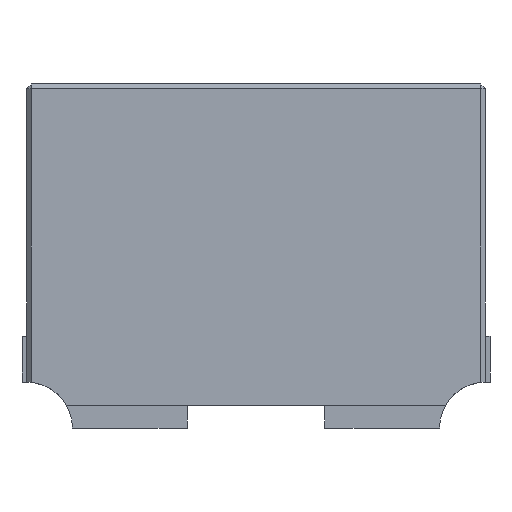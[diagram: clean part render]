
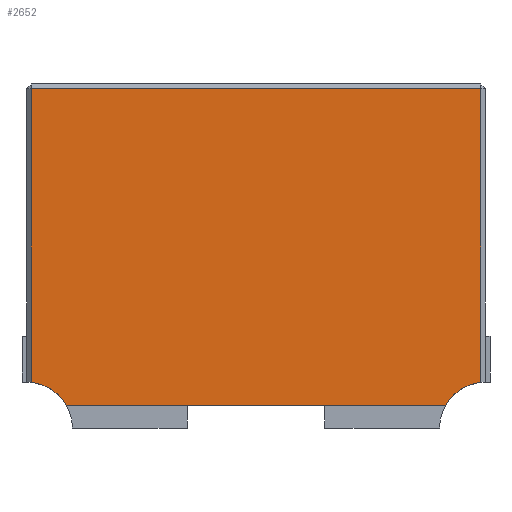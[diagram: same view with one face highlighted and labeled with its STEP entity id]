
A CAD part, front view. The second image highlights one B-rep face of the part: STEP entity #2652.
In plain terms, the highlighted face is planar.
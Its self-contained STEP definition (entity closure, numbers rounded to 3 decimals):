
#115=PLANE('',#2871);
#257=FACE_OUTER_BOUND('',#410,.T.);
#410=EDGE_LOOP('',(#2149,#2150,#2151,#2152,#2153,#2154));
#508=LINE('',#3773,#833);
#514=LINE('',#3787,#839);
#518=LINE('',#3793,#843);
#656=LINE('',#4117,#981);
#833=VECTOR('',#3028,10.);
#839=VECTOR('',#3040,10.);
#843=VECTOR('',#3048,10.);
#981=VECTOR('',#3350,10.);
#1147=CIRCLE('',#2798,0.1);
#1158=CIRCLE('',#2815,0.1);
#1202=VERTEX_POINT('',#3766);
#1204=VERTEX_POINT('',#3771);
#1205=VERTEX_POINT('',#3776);
#1208=VERTEX_POINT('',#3783);
#1233=VERTEX_POINT('',#3850);
#1245=VERTEX_POINT('',#3885);
#1455=EDGE_CURVE('',#1204,#1202,#508,.T.);
#1462=EDGE_CURVE('',#1205,#1208,#514,.T.);
#1466=EDGE_CURVE('',#1202,#1205,#518,.T.);
#1495=EDGE_CURVE('',#1233,#1208,#1147,.T.);
#1513=EDGE_CURVE('',#1204,#1245,#1158,.T.);
#1628=EDGE_CURVE('',#1233,#1245,#656,.T.);
#2149=ORIENTED_EDGE('',*,*,#1455,.F.);
#2150=ORIENTED_EDGE('',*,*,#1513,.T.);
#2151=ORIENTED_EDGE('',*,*,#1628,.F.);
#2152=ORIENTED_EDGE('',*,*,#1495,.T.);
#2153=ORIENTED_EDGE('',*,*,#1462,.F.);
#2154=ORIENTED_EDGE('',*,*,#1466,.F.);
#2652=ADVANCED_FACE('',(#257),#115,.T.);
#2798=AXIS2_PLACEMENT_3D('',#3851,#3090,#3091);
#2815=AXIS2_PLACEMENT_3D('',#3887,#3131,#3132);
#2871=AXIS2_PLACEMENT_3D('',#4116,#3348,#3349);
#3028=DIRECTION('',(0.,1.,0.));
#3040=DIRECTION('',(0.,-1.,0.));
#3048=DIRECTION('',(0.,0.,-1.));
#3090=DIRECTION('center_axis',(-1.,0.,0.));
#3091=DIRECTION('ref_axis',(0.,0.,1.));
#3131=DIRECTION('center_axis',(-1.,0.,0.));
#3132=DIRECTION('ref_axis',(0.,0.,-1.));
#3348=DIRECTION('center_axis',(1.,0.,0.));
#3349=DIRECTION('ref_axis',(0.,0.,-1.));
#3350=DIRECTION('',(0.,0.,1.));
#3766=CARTESIAN_POINT('',(1.25,0.74,0.49));
#3771=CARTESIAN_POINT('',(1.25,0.099,0.49));
#3773=CARTESIAN_POINT('',(1.25,0.05,0.49));
#3776=CARTESIAN_POINT('',(1.25,0.74,-0.49));
#3783=CARTESIAN_POINT('',(1.25,0.099,-0.49));
#3787=CARTESIAN_POINT('',(1.25,0.05,-0.49));
#3793=CARTESIAN_POINT('',(1.25,0.74,0.25));
#3850=CARTESIAN_POINT('',(1.25,0.05,-0.413));
#3851=CARTESIAN_POINT('Origin',(1.25,0.,-0.5));
#3885=CARTESIAN_POINT('',(1.25,0.05,0.413));
#3887=CARTESIAN_POINT('Origin',(1.25,0.,0.5));
#4116=CARTESIAN_POINT('Origin',(1.25,0.05,0.5));
#4117=CARTESIAN_POINT('',(1.25,0.05,-0.5));
